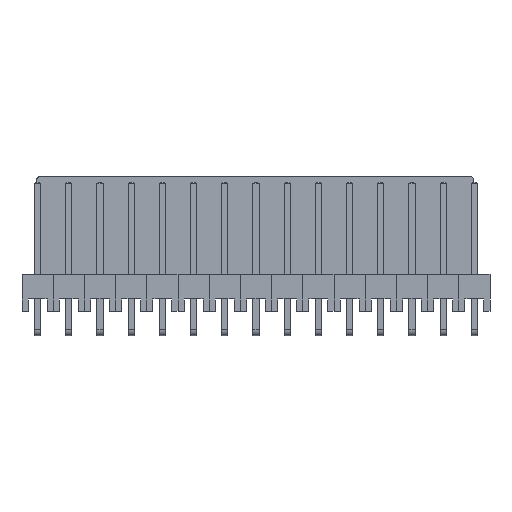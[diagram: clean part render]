
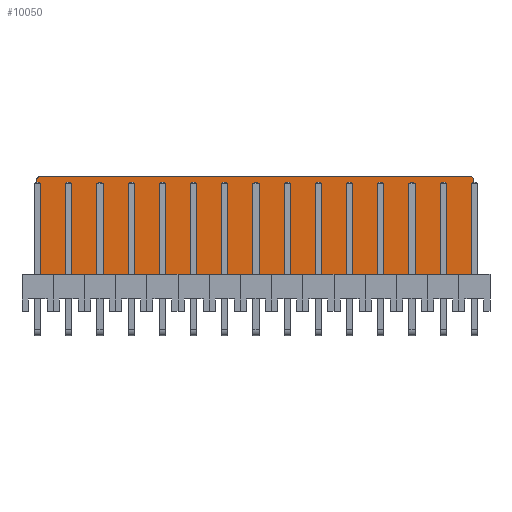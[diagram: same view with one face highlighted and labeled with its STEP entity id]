
A CAD part, front view. The second image highlights one B-rep face of the part: STEP entity #10050.
In plain terms, the highlighted face is planar.
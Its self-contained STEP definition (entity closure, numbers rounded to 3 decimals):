
#9700 = PLANE('',#9701);
#9701 = AXIS2_PLACEMENT_3D('',#9702,#9703,#9704);
#9702 = CARTESIAN_POINT('',(36.76,3.,0.));
#9703 = DIRECTION('',(-1.,0.,0.));
#9704 = DIRECTION('',(0.,1.,0.));
#9725 = VERTEX_POINT('',#9726);
#9726 = CARTESIAN_POINT('',(36.76,3.,1.));
#9740 = PLANE('',#9741);
#9741 = AXIS2_PLACEMENT_3D('',#9742,#9743,#9744);
#9742 = CARTESIAN_POINT('',(1.2,3.,0.));
#9743 = DIRECTION('',(0.,1.,0.));
#9744 = DIRECTION('',(1.,0.,0.));
#9752 = EDGE_CURVE('',#9725,#9753,#9755,.T.);
#9753 = VERTEX_POINT('',#9754);
#9754 = CARTESIAN_POINT('',(36.76,10.7,1.));
#9755 = SURFACE_CURVE('',#9756,(#9760,#9767),.PCURVE_S1.);
#9756 = LINE('',#9757,#9758);
#9757 = CARTESIAN_POINT('',(36.76,3.,1.));
#9758 = VECTOR('',#9759,1.);
#9759 = DIRECTION('',(0.,1.,0.));
#9760 = PCURVE('',#9700,#9761);
#9761 = DEFINITIONAL_REPRESENTATION('',(#9762),#9766);
#9762 = LINE('',#9763,#9764);
#9763 = CARTESIAN_POINT('',(0.,-1.));
#9764 = VECTOR('',#9765,1.);
#9765 = DIRECTION('',(1.,0.));
#9766 = ( GEOMETRIC_REPRESENTATION_CONTEXT(2) 
PARAMETRIC_REPRESENTATION_CONTEXT() REPRESENTATION_CONTEXT('2D SPACE',''
  ) );
#9767 = PCURVE('',#9768,#9773);
#9768 = PLANE('',#9769);
#9769 = AXIS2_PLACEMENT_3D('',#9770,#9771,#9772);
#9770 = CARTESIAN_POINT('',(36.76,3.,1.));
#9771 = DIRECTION('',(0.,0.,-1.));
#9772 = DIRECTION('',(0.,1.,0.));
#9773 = DEFINITIONAL_REPRESENTATION('',(#9774),#9778);
#9774 = LINE('',#9775,#9776);
#9775 = CARTESIAN_POINT('',(0.,0.));
#9776 = VECTOR('',#9777,1.);
#9777 = DIRECTION('',(1.,0.));
#9778 = ( GEOMETRIC_REPRESENTATION_CONTEXT(2) 
PARAMETRIC_REPRESENTATION_CONTEXT() REPRESENTATION_CONTEXT('2D SPACE',''
  ) );
#9794 = CYLINDRICAL_SURFACE('',#9795,0.3);
#9795 = AXIS2_PLACEMENT_3D('',#9796,#9797,#9798);
#9796 = CARTESIAN_POINT('',(36.46,10.7,0.));
#9797 = DIRECTION('',(0.,0.,1.));
#9798 = DIRECTION('',(1.,0.,-0.));
#9849 = PLANE('',#9850);
#9850 = AXIS2_PLACEMENT_3D('',#9851,#9852,#9853);
#9851 = CARTESIAN_POINT('',(1.2,11.,0.));
#9852 = DIRECTION('',(1.,0.,0.));
#9853 = DIRECTION('',(0.,-1.,0.));
#9882 = CYLINDRICAL_SURFACE('',#9883,0.3);
#9883 = AXIS2_PLACEMENT_3D('',#9884,#9885,#9886);
#9884 = CARTESIAN_POINT('',(1.5,10.7,0.));
#9885 = DIRECTION('',(0.,0.,1.));
#9886 = DIRECTION('',(-0.,1.,0.));
#9910 = PLANE('',#9911);
#9911 = AXIS2_PLACEMENT_3D('',#9912,#9913,#9914);
#9912 = CARTESIAN_POINT('',(36.76,11.,0.));
#9913 = DIRECTION('',(0.,-1.,0.));
#9914 = DIRECTION('',(-1.,0.,0.));
#9953 = VERTEX_POINT('',#9954);
#9954 = CARTESIAN_POINT('',(36.46,11.,1.));
#9975 = EDGE_CURVE('',#9753,#9953,#9976,.T.);
#9976 = SURFACE_CURVE('',#9977,(#9982,#9989),.PCURVE_S1.);
#9977 = CIRCLE('',#9978,0.3);
#9978 = AXIS2_PLACEMENT_3D('',#9979,#9980,#9981);
#9979 = CARTESIAN_POINT('',(36.46,10.7,1.));
#9980 = DIRECTION('',(0.,0.,1.));
#9981 = DIRECTION('',(0.,-1.,0.));
#9982 = PCURVE('',#9794,#9983);
#9983 = DEFINITIONAL_REPRESENTATION('',(#9984),#9988);
#9984 = LINE('',#9985,#9986);
#9985 = CARTESIAN_POINT('',(-1.571,1.));
#9986 = VECTOR('',#9987,1.);
#9987 = DIRECTION('',(1.,0.));
#9988 = ( GEOMETRIC_REPRESENTATION_CONTEXT(2) 
PARAMETRIC_REPRESENTATION_CONTEXT() REPRESENTATION_CONTEXT('2D SPACE',''
  ) );
#9989 = PCURVE('',#9768,#9990);
#9990 = DEFINITIONAL_REPRESENTATION('',(#9991),#9999);
#9991 = ( BOUNDED_CURVE() B_SPLINE_CURVE(2,(#9992,#9993,#9994,#9995,
#9996,#9997,#9998),.UNSPECIFIED.,.F.,.F.) B_SPLINE_CURVE_WITH_KNOTS((1,2
    ,2,2,2,1),(-2.094,0.,2.094,4.189,
6.283,8.378),.UNSPECIFIED.) CURVE() 
GEOMETRIC_REPRESENTATION_ITEM() RATIONAL_B_SPLINE_CURVE((1.,0.5,1.,0.5,
1.,0.5,1.)) REPRESENTATION_ITEM('') );
#9992 = CARTESIAN_POINT('',(7.4,-0.3));
#9993 = CARTESIAN_POINT('',(7.4,0.22));
#9994 = CARTESIAN_POINT('',(7.85,-0.04));
#9995 = CARTESIAN_POINT('',(8.3,-0.3));
#9996 = CARTESIAN_POINT('',(7.85,-0.56));
#9997 = CARTESIAN_POINT('',(7.4,-0.82));
#9998 = CARTESIAN_POINT('',(7.4,-0.3));
#9999 = ( GEOMETRIC_REPRESENTATION_CONTEXT(2) 
PARAMETRIC_REPRESENTATION_CONTEXT() REPRESENTATION_CONTEXT('2D SPACE',''
  ) );
#10006 = VERTEX_POINT('',#10007);
#10007 = CARTESIAN_POINT('',(1.2,3.,1.));
#10028 = EDGE_CURVE('',#10006,#9725,#10029,.T.);
#10029 = SURFACE_CURVE('',#10030,(#10034,#10041),.PCURVE_S1.);
#10030 = LINE('',#10031,#10032);
#10031 = CARTESIAN_POINT('',(1.2,3.,1.));
#10032 = VECTOR('',#10033,1.);
#10033 = DIRECTION('',(1.,0.,0.));
#10034 = PCURVE('',#9740,#10035);
#10035 = DEFINITIONAL_REPRESENTATION('',(#10036),#10040);
#10036 = LINE('',#10037,#10038);
#10037 = CARTESIAN_POINT('',(0.,-1.));
#10038 = VECTOR('',#10039,1.);
#10039 = DIRECTION('',(1.,0.));
#10040 = ( GEOMETRIC_REPRESENTATION_CONTEXT(2) 
PARAMETRIC_REPRESENTATION_CONTEXT() REPRESENTATION_CONTEXT('2D SPACE',''
  ) );
#10041 = PCURVE('',#9768,#10042);
#10042 = DEFINITIONAL_REPRESENTATION('',(#10043),#10047);
#10043 = LINE('',#10044,#10045);
#10044 = CARTESIAN_POINT('',(0.,-35.56));
#10045 = VECTOR('',#10046,1.);
#10046 = DIRECTION('',(0.,1.));
#10047 = ( GEOMETRIC_REPRESENTATION_CONTEXT(2) 
PARAMETRIC_REPRESENTATION_CONTEXT() REPRESENTATION_CONTEXT('2D SPACE',''
  ) );
#10050 = ADVANCED_FACE('',(#10051),#9768,.F.);
#10051 = FACE_BOUND('',#10052,.F.);
#10052 = EDGE_LOOP('',(#10053,#10054,#10055,#10078,#10106,#10127));
#10053 = ORIENTED_EDGE('',*,*,#9752,.F.);
#10054 = ORIENTED_EDGE('',*,*,#10028,.F.);
#10055 = ORIENTED_EDGE('',*,*,#10056,.F.);
#10056 = EDGE_CURVE('',#10057,#10006,#10059,.T.);
#10057 = VERTEX_POINT('',#10058);
#10058 = CARTESIAN_POINT('',(1.2,10.7,1.));
#10059 = SURFACE_CURVE('',#10060,(#10064,#10071),.PCURVE_S1.);
#10060 = LINE('',#10061,#10062);
#10061 = CARTESIAN_POINT('',(1.2,11.,1.));
#10062 = VECTOR('',#10063,1.);
#10063 = DIRECTION('',(0.,-1.,0.));
#10064 = PCURVE('',#9768,#10065);
#10065 = DEFINITIONAL_REPRESENTATION('',(#10066),#10070);
#10066 = LINE('',#10067,#10068);
#10067 = CARTESIAN_POINT('',(8.,-35.56));
#10068 = VECTOR('',#10069,1.);
#10069 = DIRECTION('',(-1.,0.));
#10070 = ( GEOMETRIC_REPRESENTATION_CONTEXT(2) 
PARAMETRIC_REPRESENTATION_CONTEXT() REPRESENTATION_CONTEXT('2D SPACE',''
  ) );
#10071 = PCURVE('',#9849,#10072);
#10072 = DEFINITIONAL_REPRESENTATION('',(#10073),#10077);
#10073 = LINE('',#10074,#10075);
#10074 = CARTESIAN_POINT('',(0.,-1.));
#10075 = VECTOR('',#10076,1.);
#10076 = DIRECTION('',(1.,0.));
#10077 = ( GEOMETRIC_REPRESENTATION_CONTEXT(2) 
PARAMETRIC_REPRESENTATION_CONTEXT() REPRESENTATION_CONTEXT('2D SPACE',''
  ) );
#10078 = ORIENTED_EDGE('',*,*,#10079,.F.);
#10079 = EDGE_CURVE('',#10080,#10057,#10082,.T.);
#10080 = VERTEX_POINT('',#10081);
#10081 = CARTESIAN_POINT('',(1.5,11.,1.));
#10082 = SURFACE_CURVE('',#10083,(#10088,#10099),.PCURVE_S1.);
#10083 = CIRCLE('',#10084,0.3);
#10084 = AXIS2_PLACEMENT_3D('',#10085,#10086,#10087);
#10085 = CARTESIAN_POINT('',(1.5,10.7,1.));
#10086 = DIRECTION('',(0.,0.,1.));
#10087 = DIRECTION('',(0.,-1.,0.));
#10088 = PCURVE('',#9768,#10089);
#10089 = DEFINITIONAL_REPRESENTATION('',(#10090),#10098);
#10090 = ( BOUNDED_CURVE() B_SPLINE_CURVE(2,(#10091,#10092,#10093,#10094
    ,#10095,#10096,#10097),.UNSPECIFIED.,.F.,.F.) 
B_SPLINE_CURVE_WITH_KNOTS((1,2,2,2,2,1),(-2.094,0.,
    2.094,4.189,6.283,8.378),
.UNSPECIFIED.) CURVE() GEOMETRIC_REPRESENTATION_ITEM() 
RATIONAL_B_SPLINE_CURVE((1.,0.5,1.,0.5,1.,0.5,1.)) REPRESENTATION_ITEM(
  '') );
#10091 = CARTESIAN_POINT('',(7.4,-35.26));
#10092 = CARTESIAN_POINT('',(7.4,-34.74));
#10093 = CARTESIAN_POINT('',(7.85,-35.));
#10094 = CARTESIAN_POINT('',(8.3,-35.26));
#10095 = CARTESIAN_POINT('',(7.85,-35.52));
#10096 = CARTESIAN_POINT('',(7.4,-35.78));
#10097 = CARTESIAN_POINT('',(7.4,-35.26));
#10098 = ( GEOMETRIC_REPRESENTATION_CONTEXT(2) 
PARAMETRIC_REPRESENTATION_CONTEXT() REPRESENTATION_CONTEXT('2D SPACE',''
  ) );
#10099 = PCURVE('',#9882,#10100);
#10100 = DEFINITIONAL_REPRESENTATION('',(#10101),#10105);
#10101 = LINE('',#10102,#10103);
#10102 = CARTESIAN_POINT('',(-3.142,1.));
#10103 = VECTOR('',#10104,1.);
#10104 = DIRECTION('',(1.,0.));
#10105 = ( GEOMETRIC_REPRESENTATION_CONTEXT(2) 
PARAMETRIC_REPRESENTATION_CONTEXT() REPRESENTATION_CONTEXT('2D SPACE',''
  ) );
#10106 = ORIENTED_EDGE('',*,*,#10107,.F.);
#10107 = EDGE_CURVE('',#9953,#10080,#10108,.T.);
#10108 = SURFACE_CURVE('',#10109,(#10113,#10120),.PCURVE_S1.);
#10109 = LINE('',#10110,#10111);
#10110 = CARTESIAN_POINT('',(36.76,11.,1.));
#10111 = VECTOR('',#10112,1.);
#10112 = DIRECTION('',(-1.,0.,0.));
#10113 = PCURVE('',#9768,#10114);
#10114 = DEFINITIONAL_REPRESENTATION('',(#10115),#10119);
#10115 = LINE('',#10116,#10117);
#10116 = CARTESIAN_POINT('',(8.,0.));
#10117 = VECTOR('',#10118,1.);
#10118 = DIRECTION('',(0.,-1.));
#10119 = ( GEOMETRIC_REPRESENTATION_CONTEXT(2) 
PARAMETRIC_REPRESENTATION_CONTEXT() REPRESENTATION_CONTEXT('2D SPACE',''
  ) );
#10120 = PCURVE('',#9910,#10121);
#10121 = DEFINITIONAL_REPRESENTATION('',(#10122),#10126);
#10122 = LINE('',#10123,#10124);
#10123 = CARTESIAN_POINT('',(0.,-1.));
#10124 = VECTOR('',#10125,1.);
#10125 = DIRECTION('',(1.,0.));
#10126 = ( GEOMETRIC_REPRESENTATION_CONTEXT(2) 
PARAMETRIC_REPRESENTATION_CONTEXT() REPRESENTATION_CONTEXT('2D SPACE',''
  ) );
#10127 = ORIENTED_EDGE('',*,*,#9975,.F.);
